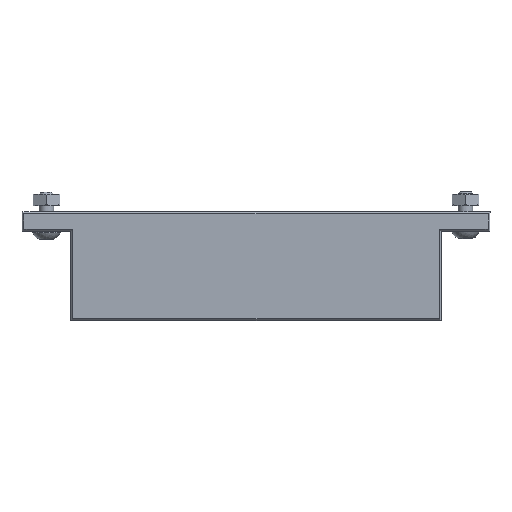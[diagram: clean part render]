
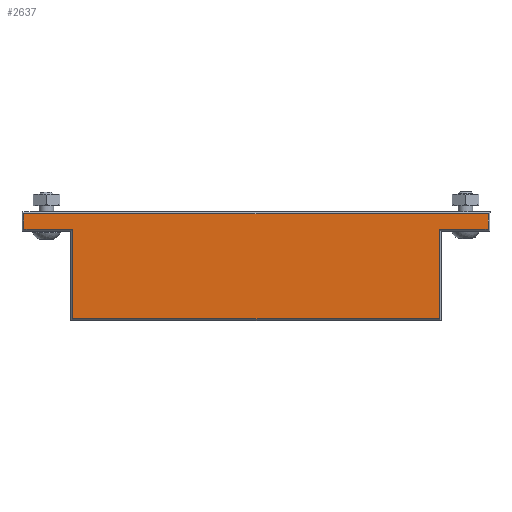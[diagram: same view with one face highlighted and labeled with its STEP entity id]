
A CAD part, top view. The second image highlights one B-rep face of the part: STEP entity #2637.
In plain terms, the highlighted planar face has unit normal (0, 0, 1).
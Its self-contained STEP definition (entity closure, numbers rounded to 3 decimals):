
#132=PLANE('',#2877);
#213=LINE('',#3929,#491);
#218=LINE('',#3938,#496);
#220=LINE('',#3941,#498);
#251=LINE('',#4014,#529);
#414=LINE('',#4388,#692);
#415=LINE('',#4390,#693);
#416=LINE('',#4392,#694);
#417=LINE('',#4393,#695);
#491=VECTOR('',#3130,10.);
#496=VECTOR('',#3137,10.);
#498=VECTOR('',#3141,10.);
#529=VECTOR('',#3218,10.);
#692=VECTOR('',#3557,10.);
#693=VECTOR('',#3558,10.);
#694=VECTOR('',#3559,10.);
#695=VECTOR('',#3560,10.);
#866=FACE_OUTER_BOUND('',#1021,.T.);
#1021=EDGE_LOOP('',(#2384,#2385,#2386,#2387,#2388,#2389,#2390,#2391));
#1208=VERTEX_POINT('',#3927);
#1209=VERTEX_POINT('',#3928);
#1211=VERTEX_POINT('',#3935);
#1212=VERTEX_POINT('',#3937);
#1231=VERTEX_POINT('',#4013);
#1354=VERTEX_POINT('',#4387);
#1355=VERTEX_POINT('',#4389);
#1356=VERTEX_POINT('',#4391);
#1485=EDGE_CURVE('',#1208,#1209,#213,.T.);
#1490=EDGE_CURVE('',#1211,#1212,#218,.T.);
#1492=EDGE_CURVE('',#1212,#1208,#220,.T.);
#1528=EDGE_CURVE('',#1209,#1231,#251,.T.);
#1715=EDGE_CURVE('',#1354,#1211,#414,.T.);
#1716=EDGE_CURVE('',#1355,#1354,#415,.T.);
#1717=EDGE_CURVE('',#1356,#1355,#416,.T.);
#1718=EDGE_CURVE('',#1231,#1356,#417,.T.);
#2384=ORIENTED_EDGE('',*,*,#1715,.F.);
#2385=ORIENTED_EDGE('',*,*,#1716,.F.);
#2386=ORIENTED_EDGE('',*,*,#1717,.F.);
#2387=ORIENTED_EDGE('',*,*,#1718,.F.);
#2388=ORIENTED_EDGE('',*,*,#1528,.F.);
#2389=ORIENTED_EDGE('',*,*,#1485,.F.);
#2390=ORIENTED_EDGE('',*,*,#1492,.F.);
#2391=ORIENTED_EDGE('',*,*,#1490,.F.);
#2637=ADVANCED_FACE('',(#866),#132,.T.);
#2877=AXIS2_PLACEMENT_3D('',#4386,#3555,#3556);
#3130=DIRECTION('',(0.,-1.,0.));
#3137=DIRECTION('',(0.,-1.,0.));
#3141=DIRECTION('',(-1.,0.,0.));
#3218=DIRECTION('',(-1.,0.,0.));
#3555=DIRECTION('center_axis',(0.,0.,
1.));
#3556=DIRECTION('ref_axis',(-0.001,1.,0.));
#3557=DIRECTION('',(1.,0.,0.));
#3558=DIRECTION('',(0.,1.,0.));
#3559=DIRECTION('',(-1.,0.,0.));
#3560=DIRECTION('',(0.,1.,0.));
#3927=CARTESIAN_POINT('',(7.506,136.4,-123.));
#3928=CARTESIAN_POINT('',(7.506,118.15,-123.));
#3929=CARTESIAN_POINT('',(7.506,135.875,-123.));
#3935=CARTESIAN_POINT('',(17.506,139.6,-123.));
#3937=CARTESIAN_POINT('',(17.506,136.4,-123.));
#3938=CARTESIAN_POINT('',(17.506,135.875,-123.));
#3941=CARTESIAN_POINT('',(20.291,136.4,-123.));
#4013=CARTESIAN_POINT('',(-67.352,118.15,-123.));
#4014=CARTESIAN_POINT('',(8.07,118.15,-123.));
#4386=CARTESIAN_POINT('Origin',(64.687,135.008,-123.));
#4387=CARTESIAN_POINT('',(-77.352,139.6,-123.));
#4388=CARTESIAN_POINT('',(47.337,139.6,-123.));
#4389=CARTESIAN_POINT('',(-77.352,136.4,-123.));
#4390=CARTESIAN_POINT('',(-77.352,135.875,-123.));
#4391=CARTESIAN_POINT('',(-67.352,136.4,-123.));
#4392=CARTESIAN_POINT('',(9.195,136.4,-123.));
#4393=CARTESIAN_POINT('',(-67.352,131.943,-123.));
